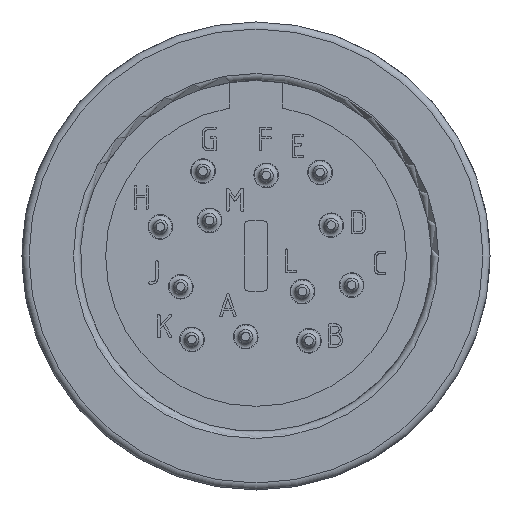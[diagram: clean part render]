
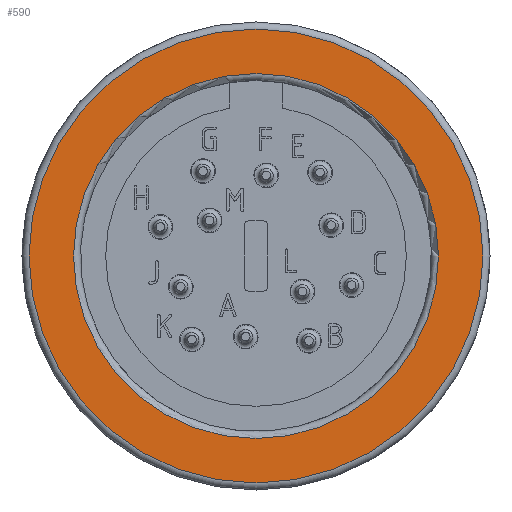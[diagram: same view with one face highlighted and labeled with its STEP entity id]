
A CAD part, left-side view. The second image highlights one B-rep face of the part: STEP entity #590.
In plain terms, the highlighted planar face has unit normal (-1, 0, 0).
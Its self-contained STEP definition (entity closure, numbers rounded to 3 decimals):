
#201=FACE_BOUND('',#1133,.T.);
#202=FACE_BOUND('',#1134,.T.);
#422=CIRCLE('',#3979,9.7);
#423=CIRCLE('',#3980,7.8);
#590=ADVANCED_FACE('',(#201,#202),#852,.T.);
#852=PLANE('',#3981);
#1133=EDGE_LOOP('',(#1762));
#1134=EDGE_LOOP('',(#1763));
#1762=ORIENTED_EDGE('',*,*,#3132,.T.);
#1763=ORIENTED_EDGE('',*,*,#3133,.T.);
#2763=VERTEX_POINT('',#5403);
#2764=VERTEX_POINT('',#5405);
#3132=EDGE_CURVE('',#2763,#2763,#422,.T.);
#3133=EDGE_CURVE('',#2764,#2764,#423,.T.);
#3979=AXIS2_PLACEMENT_3D('',#5402,#4380,#4381);
#3980=AXIS2_PLACEMENT_3D('',#5404,#4382,#4383);
#3981=AXIS2_PLACEMENT_3D('',#5406,#4384,#4385);
#4380=DIRECTION('',(-1.,0.,0.));
#4381=DIRECTION('',(0.,0.,1.));
#4382=DIRECTION('',(1.,0.,0.));
#4383=DIRECTION('',(0.,0.,1.));
#4384=DIRECTION('',(-1.,0.,0.));
#4385=DIRECTION('',(0.,0.,1.));
#5402=CARTESIAN_POINT('',(0.,0.,0.));
#5403=CARTESIAN_POINT('',(0.,0.,9.7));
#5404=CARTESIAN_POINT('',(0.,0.,0.));
#5405=CARTESIAN_POINT('',(0.,0.,7.8));
#5406=CARTESIAN_POINT('',(0.,0.,0.));
